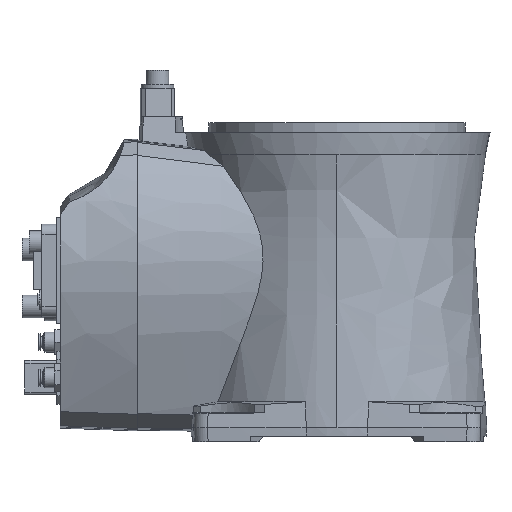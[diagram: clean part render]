
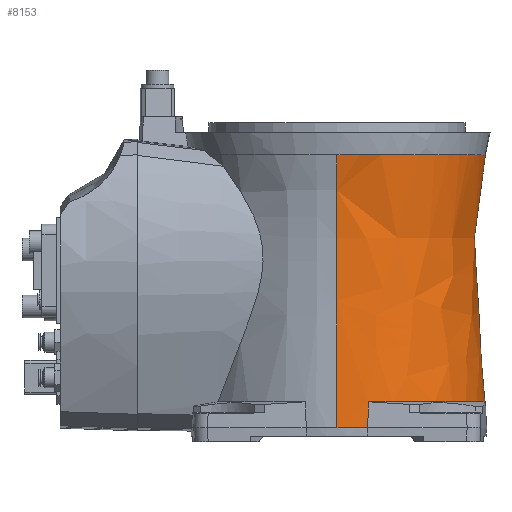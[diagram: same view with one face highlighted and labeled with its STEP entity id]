
A CAD part, front view. The second image highlights one B-rep face of the part: STEP entity #8153.
In plain terms, the highlighted face is a revolution surface.
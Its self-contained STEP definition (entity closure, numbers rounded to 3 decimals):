
#5969=CARTESIAN_POINT('Control Point',(0.,-104.346,201.362)) ;
#5970=CARTESIAN_POINT('Control Point',(0.,-92.071,157.209)) ;
#5971=CARTESIAN_POINT('Control Point',(0.,-101.742,82.032)) ;
#5972=CARTESIAN_POINT('Control Point',(0.,-104.643,10.)) ;
#5973=CARTESIAN_POINT('Vertex',(0.,-104.643,10.)) ;
#5975=CARTESIAN_POINT('Vertex',(0.,-104.346,201.361)) ;
#6031=CARTESIAN_POINT('Vertex',(103.775,-10.907,201.362)) ;
#6056=CARTESIAN_POINT('Control Point',(0.,-104.346,201.362)) ;
#6057=CARTESIAN_POINT('Control Point',(62.96,-104.346,201.362)) ;
#6058=CARTESIAN_POINT('Control Point',(98.658,-59.584,201.362)) ;
#6059=CARTESIAN_POINT('Control Point',(103.775,-10.907,201.362)) ;
#6354=CARTESIAN_POINT('Control Point',(103.775,-10.907,201.362)) ;
#6355=CARTESIAN_POINT('Control Point',(109.779,46.218,201.362)) ;
#6356=CARTESIAN_POINT('Control Point',(74.827,104.346,201.362)) ;
#6357=CARTESIAN_POINT('Control Point',(0.,104.346,201.362)) ;
#6358=CARTESIAN_POINT('Vertex',(0.,104.346,201.362)) ;
#6402=CARTESIAN_POINT('Control Point',(0.,104.346,201.362)) ;
#6403=CARTESIAN_POINT('Control Point',(0.,92.071,157.209)) ;
#6404=CARTESIAN_POINT('Control Point',(0.,101.742,82.032)) ;
#6405=CARTESIAN_POINT('Control Point',(0.,104.643,10.)) ;
#6406=CARTESIAN_POINT('Vertex',(0.,104.643,10.)) ;
#8091=CARTESIAN_POINT('Control Point',(0.,104.346,201.362)) ;
#8092=CARTESIAN_POINT('Control Point',(0.,92.071,157.208)) ;
#8093=CARTESIAN_POINT('Control Point',(0.,101.742,82.032)) ;
#8094=CARTESIAN_POINT('Control Point',(0.,104.643,10.)) ;
#8095=CARTESIAN_POINT('Axis1P Location',(0.,0.,0.)) ;
#8099=CARTESIAN_POINT('Axis2P3D Location',(0.,0.,10.)) ;
#8103=CARTESIAN_POINT('Vertex',(21.63,-102.383,10.)) ;
#8107=CARTESIAN_POINT('Control Point',(21.63,-102.383,10.)) ;
#8108=CARTESIAN_POINT('Control Point',(21.96,-102.071,15.883)) ;
#8109=CARTESIAN_POINT('Control Point',(22.064,-101.753,21.932)) ;
#8110=CARTESIAN_POINT('Control Point',(22.01,-101.429,28.118)) ;
#8111=CARTESIAN_POINT('Vertex',(22.01,-101.429,28.118)) ;
#8114=CARTESIAN_POINT('Axis2P3D Location',(0.,0.,28.118)) ;
#8118=CARTESIAN_POINT('Vertex',(103.79,0.,28.118)) ;
#8121=CARTESIAN_POINT('Axis2P3D Location',(0.,0.,28.118)) ;
#8125=CARTESIAN_POINT('Vertex',(22.01,101.429,28.118)) ;
#8129=CARTESIAN_POINT('Control Point',(22.01,101.429,28.118)) ;
#8130=CARTESIAN_POINT('Control Point',(22.064,101.753,21.932)) ;
#8131=CARTESIAN_POINT('Control Point',(21.96,102.071,15.883)) ;
#8132=CARTESIAN_POINT('Control Point',(21.63,102.383,10.)) ;
#8133=CARTESIAN_POINT('Vertex',(21.63,102.383,10.)) ;
#8136=CARTESIAN_POINT('Axis2P3D Location',(0.,0.,10.)) ;
#8096=DIRECTION('Axis1P Direction',(0.,0.,1.)) ;
#8100=DIRECTION('Axis2P3D Direction',(0.,0.,1.)) ;
#8115=DIRECTION('Axis2P3D Direction',(0.,0.,1.)) ;
#8122=DIRECTION('Axis2P3D Direction',(0.,0.,1.)) ;
#8137=DIRECTION('Axis2P3D Direction',(0.,0.,1.)) ;
#8101=AXIS2_PLACEMENT_3D('Circle Axis2P3D',#8099,#8100,$) ;
#8116=AXIS2_PLACEMENT_3D('Circle Axis2P3D',#8114,#8115,$) ;
#8123=AXIS2_PLACEMENT_3D('Circle Axis2P3D',#8121,#8122,$) ;
#8138=AXIS2_PLACEMENT_3D('Circle Axis2P3D',#8136,#8137,$) ;
#8142=ORIENTED_EDGE('',*,*,#5977,.F.) ;
#8143=ORIENTED_EDGE('',*,*,#8105,.T.) ;
#8144=ORIENTED_EDGE('',*,*,#8113,.T.) ;
#8145=ORIENTED_EDGE('',*,*,#8120,.T.) ;
#8146=ORIENTED_EDGE('',*,*,#8127,.T.) ;
#8147=ORIENTED_EDGE('',*,*,#8135,.T.) ;
#8148=ORIENTED_EDGE('',*,*,#8140,.T.) ;
#8149=ORIENTED_EDGE('',*,*,#6408,.F.) ;
#8150=ORIENTED_EDGE('',*,*,#6360,.F.) ;
#8151=ORIENTED_EDGE('',*,*,#6060,.F.) ;
#8153=ADVANCED_FACE('MANIFOLD_SOLID_BREP #13123',(#8152),#8098,.F.) ;
#8097=AXIS1_PLACEMENT('Revolution Surface Axis1P',#8095,#8096) ;
#5968=B_SPLINE_CURVE_WITH_KNOTS('',3,(#5969,#5970,#5971,#5972),.UNSPECIFIED.,.F.,.U.,(4,4),(2.718,195.876),.UNSPECIFIED.) ;
#6401=B_SPLINE_CURVE_WITH_KNOTS('',3,(#6402,#6403,#6404,#6405),.UNSPECIFIED.,.F.,.U.,(4,4),(2.718,195.876),.UNSPECIFIED.) ;
#8090=B_SPLINE_CURVE_WITH_KNOTS('',3,(#8091,#8092,#8093,#8094),.UNSPECIFIED.,.F.,.U.,(4,4),(2.718,195.876),.UNSPECIFIED.) ;
#8106=B_SPLINE_CURVE_WITH_KNOTS('',3,(#8107,#8108,#8109,#8110),.UNSPECIFIED.,.F.,.U.,(4,4),(0.,24.312),.UNSPECIFIED.) ;
#8128=B_SPLINE_CURVE_WITH_KNOTS('',3,(#8129,#8130,#8131,#8132),.UNSPECIFIED.,.F.,.U.,(4,4),(0.,24.312),.UNSPECIFIED.) ;
#8102=CIRCLE('generated circle',#8101,104.643) ;
#8117=CIRCLE('generated circle',#8116,103.79) ;
#8124=CIRCLE('generated circle',#8123,103.79) ;
#8139=CIRCLE('generated circle',#8138,104.643) ;
#5977=EDGE_CURVE('',#5974,#5976,#5968,.F.) ;
#6060=EDGE_CURVE('',#5976,#6032,#6055,.T.) ;
#6360=EDGE_CURVE('',#6032,#6359,#6353,.T.) ;
#6408=EDGE_CURVE('',#6359,#6407,#6401,.T.) ;
#8105=EDGE_CURVE('',#5974,#8104,#8102,.T.) ;
#8113=EDGE_CURVE('',#8104,#8112,#8106,.T.) ;
#8120=EDGE_CURVE('',#8112,#8119,#8117,.T.) ;
#8127=EDGE_CURVE('',#8119,#8126,#8124,.T.) ;
#8135=EDGE_CURVE('',#8126,#8134,#8128,.T.) ;
#8140=EDGE_CURVE('',#8134,#6407,#8139,.T.) ;
#8141=EDGE_LOOP('',(#8142,#8143,#8144,#8145,#8146,#8147,#8148,#8149,#8150,#8151)) ;
#8152=FACE_OUTER_BOUND('',#8141,.T.) ;
#8098=SURFACE_OF_REVOLUTION('Surface of Revolution',#8090,#8097) ;
#5974=VERTEX_POINT('',#5973) ;
#5976=VERTEX_POINT('',#5975) ;
#6032=VERTEX_POINT('',#6031) ;
#6359=VERTEX_POINT('',#6358) ;
#6407=VERTEX_POINT('',#6406) ;
#8104=VERTEX_POINT('',#8103) ;
#8112=VERTEX_POINT('',#8111) ;
#8119=VERTEX_POINT('',#8118) ;
#8126=VERTEX_POINT('',#8125) ;
#8134=VERTEX_POINT('',#8133) ;
#6055=(BOUNDED_CURVE()B_SPLINE_CURVE(3,(#6056,#6057,#6058,#6059),.UNSPECIFIED.,.F.,.U.)B_SPLINE_CURVE_WITH_KNOTS((4,4),(283.374,556.491),.UNSPECIFIED.)CURVE()GEOMETRIC_REPRESENTATION_ITEM()RATIONAL_B_SPLINE_CURVE((1.002,1.012,1.302,1.872))REPRESENTATION_ITEM('')) ;
#6353=(BOUNDED_CURVE()B_SPLINE_CURVE(3,(#6354,#6355,#6356,#6357),.UNSPECIFIED.,.F.,.U.)B_SPLINE_CURVE_WITH_KNOTS((4,4),(556.491,860.94),.UNSPECIFIED.)CURVE()GEOMETRIC_REPRESENTATION_ITEM()RATIONAL_B_SPLINE_CURVE((1.872,1.237,0.95,1.009))REPRESENTATION_ITEM('')) ;
